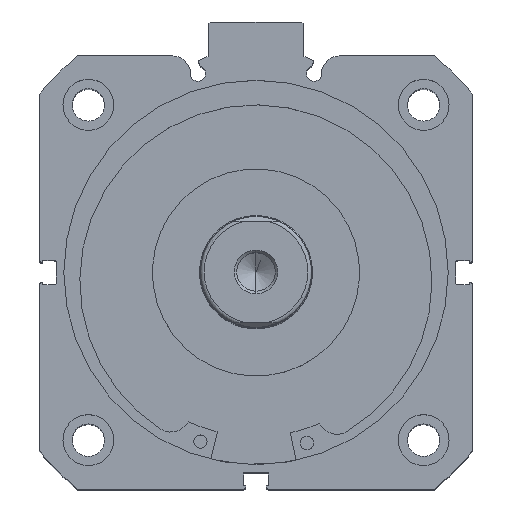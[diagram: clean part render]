
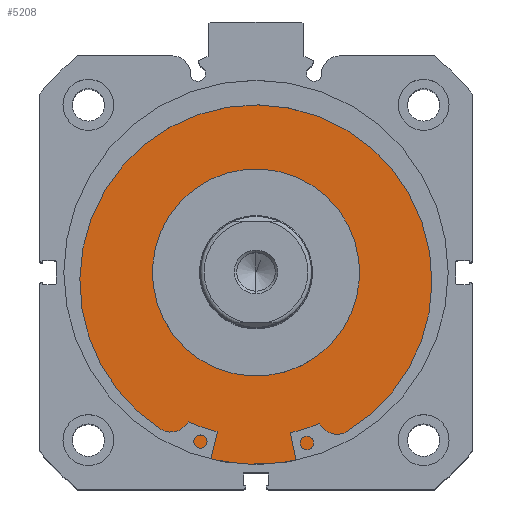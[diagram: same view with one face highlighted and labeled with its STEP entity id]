
A CAD part, top view. The second image highlights one B-rep face of the part: STEP entity #5208.
In plain terms, the highlighted face is planar.
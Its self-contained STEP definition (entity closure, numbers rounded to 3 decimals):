
#732 = AXIS2_PLACEMENT_3D ( 'NONE', #4032, #4020, #4018 ) ;
#892 = AXIS2_PLACEMENT_3D ( 'NONE', #1426, #1434, #1435 ) ;
#912 = AXIS2_PLACEMENT_3D ( 'NONE', #1517, #1519, #1520 ) ;
#977 = AXIS2_PLACEMENT_3D ( 'NONE', #1898, #1901, #1902 ) ;
#981 = AXIS2_PLACEMENT_3D ( 'NONE', #1895, #1903, #1904 ) ;
#1426 = CARTESIAN_POINT ( 'NONE',  ( 5.5, 0., 0. ) ) ;
#1434 = DIRECTION ( 'NONE',  ( -1., 0., 0. ) ) ;
#1435 = DIRECTION ( 'NONE',  ( 0., 0., 1. ) ) ;
#1517 = CARTESIAN_POINT ( 'NONE',  ( 5.5, 0., 0. ) ) ;
#1519 = DIRECTION ( 'NONE',  ( -1., 0., 0. ) ) ;
#1520 = DIRECTION ( 'NONE',  ( 0., 0., 1. ) ) ;
#1895 = CARTESIAN_POINT ( 'NONE',  ( 5.5, 0., 0. ) ) ;
#1898 = CARTESIAN_POINT ( 'NONE',  ( 5.5, 0., 0. ) ) ;
#1901 = DIRECTION ( 'NONE',  ( -1., 0., 0. ) ) ;
#1902 = DIRECTION ( 'NONE',  ( 0., 0., 1. ) ) ;
#1903 = DIRECTION ( 'NONE',  ( -1., 0., 0. ) ) ;
#1904 = DIRECTION ( 'NONE',  ( 0., 0., 1. ) ) ;
#2643 = CIRCLE ( 'NONE', #892, 27.5 ) ;
#2698 = CIRCLE ( 'NONE', #912, 51. ) ;
#2862 = CIRCLE ( 'NONE', #977, 27.5 ) ;
#2864 = CIRCLE ( 'NONE', #981, 51. ) ;
#3650 = VERTEX_POINT ( 'NONE', #4911 ) ;
#3651 = VERTEX_POINT ( 'NONE', #4920 ) ;
#3658 = VERTEX_POINT ( 'NONE', #4901 ) ;
#3697 = VERTEX_POINT ( 'NONE', #4867 ) ;
#4018 = DIRECTION ( 'NONE',  ( 0., 0., -1. ) ) ;
#4020 = DIRECTION ( 'NONE',  ( 1., 0., 0. ) ) ;
#4021 = PLANE ( 'NONE',  #732 ) ;
#4032 = CARTESIAN_POINT ( 'NONE',  ( 5.5, 51., 0. ) ) ;
#4867 = CARTESIAN_POINT ( 'NONE',  ( 5.5, 0., 27.5 ) ) ;
#4901 = CARTESIAN_POINT ( 'NONE',  ( 5.5, 0., -27.5 ) ) ;
#4911 = CARTESIAN_POINT ( 'NONE',  ( 5.5, 0., 51. ) ) ;
#4920 = CARTESIAN_POINT ( 'NONE',  ( 5.5, 0., -51. ) ) ;
#5208 = ADVANCED_FACE ( 'NONE', ( #7182, #7191 ), #4021, .F. ) ;
#5369 = EDGE_CURVE ( 'NONE', #3697, #3658, #2643, .T. ) ;
#5398 = EDGE_CURVE ( 'NONE', #3650, #3651, #2698, .T. ) ;
#5515 = EDGE_CURVE ( 'NONE', #3658, #3697, #2862, .T. ) ;
#5516 = EDGE_CURVE ( 'NONE', #3651, #3650, #2864, .T. ) ;
#5752 = EDGE_LOOP ( 'NONE', ( #6302, #6301 ) ) ;
#5753 = EDGE_LOOP ( 'NONE', ( #6304, #6303 ) ) ;
#6301 = ORIENTED_EDGE ( 'NONE', *, *, #5516, .T. ) ;
#6302 = ORIENTED_EDGE ( 'NONE', *, *, #5398, .T. ) ;
#6303 = ORIENTED_EDGE ( 'NONE', *, *, #5515, .F. ) ;
#6304 = ORIENTED_EDGE ( 'NONE', *, *, #5369, .F. ) ;
#7182 = FACE_BOUND ( 'NONE', #5753, .T. ) ;
#7191 = FACE_OUTER_BOUND ( 'NONE', #5752, .T. ) ;
